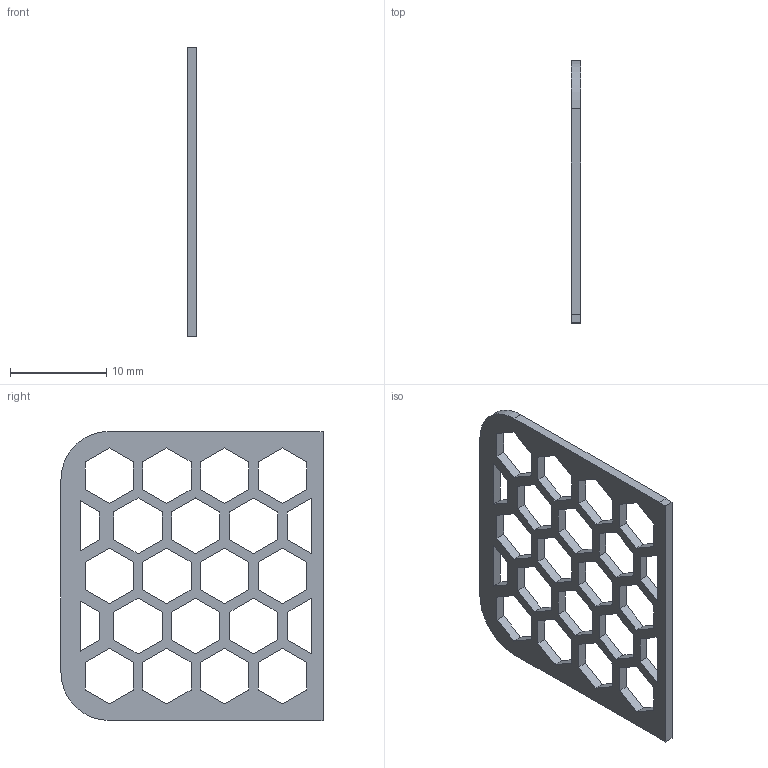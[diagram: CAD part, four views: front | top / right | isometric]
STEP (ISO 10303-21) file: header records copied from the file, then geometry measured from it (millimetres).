
FILE_DESCRIPTION(/* description */ (''),/* implementation_level */ '2;1');
FILE_NAME(/* name */ 'fangrille.step',/* time_stamp */ '2024-05-31T17:04:52+08:00',/* author */ (''),/* organization */ (''),/* preprocessor_version */ 'ST-DEVELOPER v20',/* originating_system */ 'Autodesk Translation Framework v13.14.0.145',/* authorisation */ '');
FILE_SCHEMA (('AUTOMOTIVE_DESIGN { 1 0 10303 214 3 1 1 }'));
Length unit declared in the file: millimetre
Products named in the file (1): fangrille
Bounding box: 1 x 27.21 x 30.02 mm (x, y, z)
Volume: 377.9 mm3; surface area: 1232.1 mm2
Topology: 1 solids, 1 shells, 147 faces, 435 edges, 290 vertices
Faces by surface type: plane 145, cylinder 2
Entity records: 4934 total; most frequent: CARTESIAN_POINT 873, ORIENTED_EDGE 870, DIRECTION 735, EDGE_CURVE 435, LINE 431, VECTOR 431, VERTEX_POINT 290, EDGE_LOOP 191
